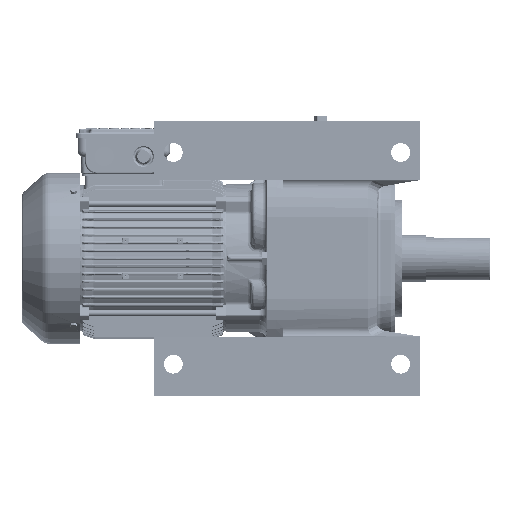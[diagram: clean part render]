
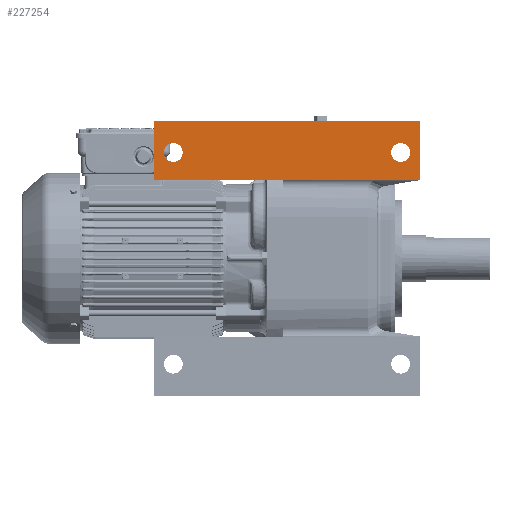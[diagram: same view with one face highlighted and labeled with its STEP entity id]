
A CAD part, front view. The second image highlights one B-rep face of the part: STEP entity #227254.
In plain terms, the highlighted planar face has unit normal (0, -1, 0).
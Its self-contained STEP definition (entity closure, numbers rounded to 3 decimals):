
#4510 = DIRECTION ( 'NONE',  ( 0., -1., 0. ) ) ;
#10260 = ORIENTED_EDGE ( 'NONE', *, *, #352344, .T. ) ;
#11118 = ORIENTED_EDGE ( 'NONE', *, *, #84330, .F. ) ;
#11685 = LINE ( 'NONE', #320812, #340846 ) ;
#18590 = PLANE ( 'NONE',  #233558 ) ;
#27695 = CARTESIAN_POINT ( 'NONE',  ( 184., -205., 175. ) ) ;
#37550 = CIRCLE ( 'NONE', #273572, 12. ) ;
#39991 = VERTEX_POINT ( 'NONE', #48777 ) ;
#41602 = CARTESIAN_POINT ( 'NONE',  ( -131., -205., 147. ) ) ;
#41609 = CIRCLE ( 'NONE', #292074, 12. ) ;
#44956 = EDGE_LOOP ( 'NONE', ( #224228, #11118 ) ) ;
#48777 = CARTESIAN_POINT ( 'NONE',  ( 159., -205., 123. ) ) ;
#55322 = EDGE_CURVE ( 'NONE', #167519, #358319, #11685, .T. ) ;
#59573 = CARTESIAN_POINT ( 'NONE',  ( 184., -205., 100. ) ) ;
#62490 = EDGE_CURVE ( 'NONE', #39991, #267449, #37550, .T. ) ;
#78614 = ORIENTED_EDGE ( 'NONE', *, *, #55322, .F. ) ;
#84330 = EDGE_CURVE ( 'NONE', #332199, #313219, #41609, .T. ) ;
#90282 = DIRECTION ( 'NONE',  ( 0., 0., 1. ) ) ;
#90738 = CARTESIAN_POINT ( 'NONE',  ( 184., -205., 175. ) ) ;
#99005 = CARTESIAN_POINT ( 'NONE',  ( 184., -205., 175. ) ) ;
#103115 = EDGE_CURVE ( 'NONE', #267449, #39991, #189249, .T. ) ;
#104186 = CARTESIAN_POINT ( 'NONE',  ( -156., -205., 175. ) ) ;
#105386 = VECTOR ( 'NONE', #164524, 1000. ) ;
#109733 = CARTESIAN_POINT ( 'NONE',  ( -131., -205., 123. ) ) ;
#116041 = ORIENTED_EDGE ( 'NONE', *, *, #62490, .F. ) ;
#125013 = CARTESIAN_POINT ( 'NONE',  ( -156., -205., 175. ) ) ;
#154680 = DIRECTION ( 'NONE',  ( 0., 0., -1. ) ) ;
#154811 = CIRCLE ( 'NONE', #305414, 12. ) ;
#157857 = CARTESIAN_POINT ( 'NONE',  ( 159., -205., 147. ) ) ;
#164524 = DIRECTION ( 'NONE',  ( -1., 0., 0. ) ) ;
#166957 = DIRECTION ( 'NONE',  ( 0., 0., -1. ) ) ;
#167519 = VERTEX_POINT ( 'NONE', #90738 ) ;
#174601 = CARTESIAN_POINT ( 'NONE',  ( -131., -205., 135. ) ) ;
#175802 = LINE ( 'NONE', #104186, #309243 ) ;
#189249 = CIRCLE ( 'NONE', #232126, 12. ) ;
#193139 = DIRECTION ( 'NONE',  ( 0., 1., 0. ) ) ;
#196964 = CARTESIAN_POINT ( 'NONE',  ( -131., -205., 135. ) ) ;
#199044 = EDGE_CURVE ( 'NONE', #313219, #332199, #154811, .T. ) ;
#199751 = EDGE_CURVE ( 'NONE', #358319, #442754, #303535, .T. ) ;
#206031 = DIRECTION ( 'NONE',  ( 0., 0., -1. ) ) ;
#222354 = FACE_BOUND ( 'NONE', #222689, .T. ) ;
#222689 = EDGE_LOOP ( 'NONE', ( #116041, #411156 ) ) ;
#224228 = ORIENTED_EDGE ( 'NONE', *, *, #199044, .F. ) ;
#227254 = ADVANCED_FACE ( 'NONE', ( #327775, #222354, #325554 ), #18590, .F. ) ;
#232126 = AXIS2_PLACEMENT_3D ( 'NONE', #422707, #319607, #294743 ) ;
#232832 = DIRECTION ( 'NONE',  ( 0., 0., -1. ) ) ;
#233558 = AXIS2_PLACEMENT_3D ( 'NONE', #99005, #193139, #90282 ) ;
#233678 = DIRECTION ( 'NONE',  ( -1., 0., 0. ) ) ;
#235871 = LINE ( 'NONE', #27695, #312728 ) ;
#241831 = DIRECTION ( 'NONE',  ( 0., 0., -1. ) ) ;
#241865 = CARTESIAN_POINT ( 'NONE',  ( 159., -205., 135. ) ) ;
#267449 = VERTEX_POINT ( 'NONE', #157857 ) ;
#273572 = AXIS2_PLACEMENT_3D ( 'NONE', #241865, #4510, #206031 ) ;
#292074 = AXIS2_PLACEMENT_3D ( 'NONE', #174601, #410080, #241831 ) ;
#294743 = DIRECTION ( 'NONE',  ( 0., 0., -1. ) ) ;
#303535 = LINE ( 'NONE', #368602, #105386 ) ;
#305414 = AXIS2_PLACEMENT_3D ( 'NONE', #196964, #369650, #232832 ) ;
#309243 = VECTOR ( 'NONE', #166957, 1000. ) ;
#312728 = VECTOR ( 'NONE', #233678, 1000. ) ;
#313219 = VERTEX_POINT ( 'NONE', #109733 ) ;
#319607 = DIRECTION ( 'NONE',  ( 0., -1., 0. ) ) ;
#320812 = CARTESIAN_POINT ( 'NONE',  ( 184., -205., 175. ) ) ;
#325554 = FACE_OUTER_BOUND ( 'NONE', #370907, .T. ) ;
#327775 = FACE_BOUND ( 'NONE', #44956, .T. ) ;
#332199 = VERTEX_POINT ( 'NONE', #41602 ) ;
#340846 = VECTOR ( 'NONE', #154680, 1000. ) ;
#352344 = EDGE_CURVE ( 'NONE', #380060, #442754, #175802, .T. ) ;
#358294 = ORIENTED_EDGE ( 'NONE', *, *, #413495, .T. ) ;
#358319 = VERTEX_POINT ( 'NONE', #59573 ) ;
#368602 = CARTESIAN_POINT ( 'NONE',  ( 184., -205., 100. ) ) ;
#369650 = DIRECTION ( 'NONE',  ( 0., -1., 0. ) ) ;
#370907 = EDGE_LOOP ( 'NONE', ( #10260, #413948, #78614, #358294 ) ) ;
#380060 = VERTEX_POINT ( 'NONE', #125013 ) ;
#407757 = CARTESIAN_POINT ( 'NONE',  ( -156., -205., 100. ) ) ;
#410080 = DIRECTION ( 'NONE',  ( 0., -1., 0. ) ) ;
#411156 = ORIENTED_EDGE ( 'NONE', *, *, #103115, .F. ) ;
#413495 = EDGE_CURVE ( 'NONE', #167519, #380060, #235871, .T. ) ;
#413948 = ORIENTED_EDGE ( 'NONE', *, *, #199751, .F. ) ;
#422707 = CARTESIAN_POINT ( 'NONE',  ( 159., -205., 135. ) ) ;
#442754 = VERTEX_POINT ( 'NONE', #407757 ) ;
